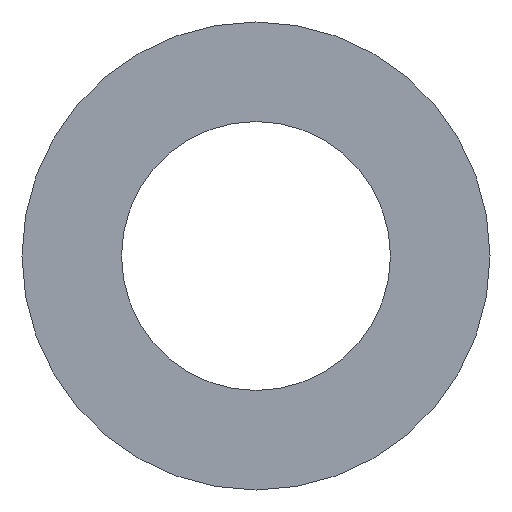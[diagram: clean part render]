
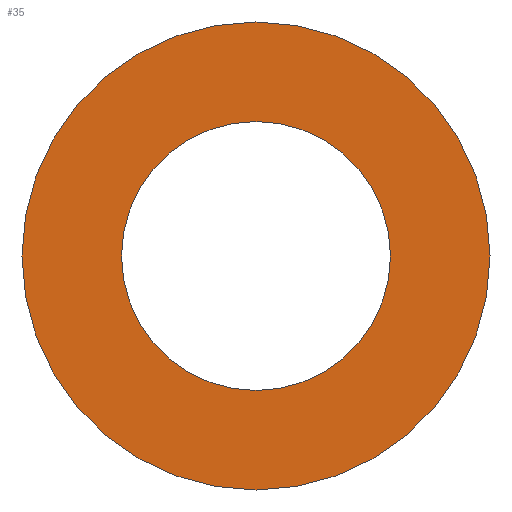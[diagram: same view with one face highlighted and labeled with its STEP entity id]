
A CAD part, left-side view. The second image highlights one B-rep face of the part: STEP entity #35.
In plain terms, the highlighted planar face has unit normal (-1, 0, 0).
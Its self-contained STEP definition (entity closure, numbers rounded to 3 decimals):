
#35 = ADVANCED_FACE( '', ( #70, #71 ), #72, .T. );
#70 = FACE_BOUND( '', #105, .T. );
#71 = FACE_OUTER_BOUND( '', #106, .T. );
#72 = PLANE( '', #107 );
#105 = EDGE_LOOP( '', ( #138 ) );
#106 = EDGE_LOOP( '', ( #139 ) );
#107 = AXIS2_PLACEMENT_3D( '', #140, #141, #142 );
#138 = ORIENTED_EDGE( '', *, *, #169, .T. );
#139 = ORIENTED_EDGE( '', *, *, #173, .F. );
#140 = CARTESIAN_POINT( '', ( -180., 0., 79. ) );
#141 = DIRECTION( '', ( -1., 0., 0. ) );
#142 = DIRECTION( '', ( 0., 0., 1. ) );
#169 = EDGE_CURVE( '', #184, #184, #185, .T. );
#173 = EDGE_CURVE( '', #190, #190, #191, .T. );
#184 = VERTEX_POINT( '', #205 );
#185 = CIRCLE( '', #206, 45.4 );
#190 = VERTEX_POINT( '', #211 );
#191 = CIRCLE( '', #212, 79. );
#205 = CARTESIAN_POINT( '', ( -180., 0., -45.4 ) );
#206 = AXIS2_PLACEMENT_3D( '', #226, #227, #228 );
#211 = CARTESIAN_POINT( '', ( -180., 0., -79. ) );
#212 = AXIS2_PLACEMENT_3D( '', #232, #233, #234 );
#226 = CARTESIAN_POINT( '', ( -180., 0., 0. ) );
#227 = DIRECTION( '', ( 1., 0., 0. ) );
#228 = DIRECTION( '', ( 0., 0., -1. ) );
#232 = CARTESIAN_POINT( '', ( -180., 0., 0. ) );
#233 = DIRECTION( '', ( 1., 0., 0. ) );
#234 = DIRECTION( '', ( 0., 0., -1. ) );
